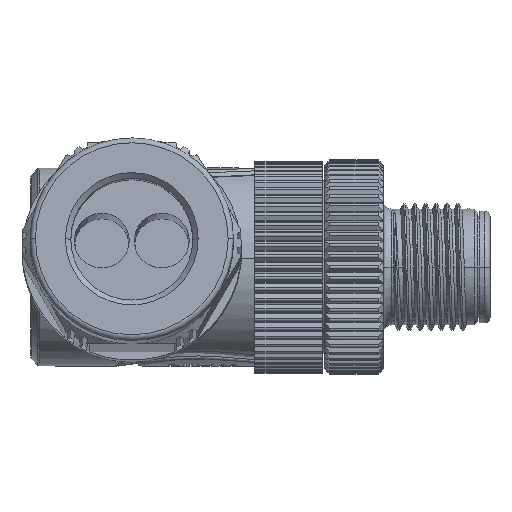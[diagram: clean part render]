
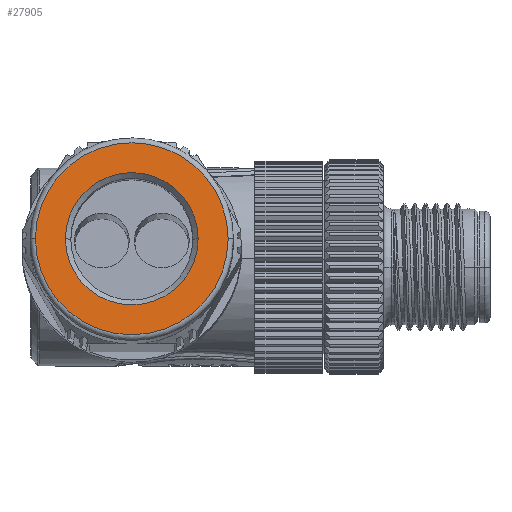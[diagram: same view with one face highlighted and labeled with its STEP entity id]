
A CAD part, left-side view. The second image highlights one B-rep face of the part: STEP entity #27905.
In plain terms, the highlighted planar face has unit normal (-0.996, 0, 0.087).
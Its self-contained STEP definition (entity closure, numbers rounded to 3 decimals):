
#3636=CARTESIAN_POINT('',(-30.185,18.45,2.641));
#3637=DIRECTION('',(-0.996,0.,0.087));
#3638=DIRECTION('',(0.,-1.,-0.005));
#3639=AXIS2_PLACEMENT_3D('',#3636,#3637,#3638);
#3656=CARTESIAN_POINT('',(-30.185,18.45,2.641));
#3657=DIRECTION('',(0.996,0.,-0.087));
#3658=DIRECTION('',(0.,1.,0.005));
#3659=AXIS2_PLACEMENT_3D('',#3656,#3657,#3658);
#3661=CARTESIAN_POINT('',(-30.185,18.45,2.641));
#3662=DIRECTION('',(0.996,0.,-0.087));
#3663=DIRECTION('',(0.,-1.,-0.005));
#3664=AXIS2_PLACEMENT_3D('',#3661,#3662,#3663);
#3666=CARTESIAN_POINT('',(-30.185,18.45,2.641));
#3667=DIRECTION('',(-0.996,0.,0.087));
#3668=DIRECTION('',(0.,-1.,0.));
#3669=AXIS2_PLACEMENT_3D('',#3666,#3667,#3668);
#3671=CARTESIAN_POINT('',(-30.185,18.45,2.641));
#3672=DIRECTION('',(-0.996,0.,0.087));
#3673=DIRECTION('',(0.087,0.,0.996));
#3674=AXIS2_PLACEMENT_3D('',#3671,#3672,#3673);
#3676=CARTESIAN_POINT('',(-30.185,18.45,2.641));
#3677=DIRECTION('',(-0.996,0.,0.087));
#3678=DIRECTION('',(0.,1.,0.));
#3679=AXIS2_PLACEMENT_3D('',#3676,#3677,#3678);
#3681=CARTESIAN_POINT('',(-30.185,18.45,2.641));
#3682=DIRECTION('',(-0.996,0.,0.087));
#3683=DIRECTION('',(-0.087,0.,-0.996));
#3684=AXIS2_PLACEMENT_3D('',#3681,#3682,#3683);
#3686=CARTESIAN_POINT('',(-30.185,18.45,2.641));
#3687=DIRECTION('',(-0.996,0.,0.087));
#3688=DIRECTION('',(0.,1.,0.005));
#3689=AXIS2_PLACEMENT_3D('',#3686,#3687,#3688);
#18856=CARTESIAN_POINT('',(-30.189,9.45,
2.594));
#18857=CARTESIAN_POINT('',(-30.185,27.45,
2.64));
#18858=VERTEX_POINT('',#18856);
#18859=VERTEX_POINT('',#18857);
#18860=CARTESIAN_POINT('',(-30.185,9.45,
2.641));
#18861=VERTEX_POINT('',#18860);
#18862=CARTESIAN_POINT('',(-30.181,27.45,
2.688));
#18863=VERTEX_POINT('',#18862);
#18864=CARTESIAN_POINT('',(-30.185,12.25,2.641));
#18865=CARTESIAN_POINT('',(-29.644,18.45,8.817));
#18866=VERTEX_POINT('',#18864);
#18867=VERTEX_POINT('',#18865);
#18868=CARTESIAN_POINT('',(-30.185,24.65,2.641));
#18869=VERTEX_POINT('',#18868);
#18870=CARTESIAN_POINT('',(-30.725,18.45,-3.536));
#18871=VERTEX_POINT('',#18870);
#27882=CARTESIAN_POINT('',(-30.185,18.45,2.641));
#27883=DIRECTION('',(-0.996,0.,0.087));
#27884=DIRECTION('',(0.,1.,0.));
#27885=AXIS2_PLACEMENT_3D('',#27882,#27883,#27884);
#27886=PLANE('',#27885);
#27888=ORIENTED_EDGE('',*,*,#27887,.F.);
#27890=ORIENTED_EDGE('',*,*,#27889,.T.);
#27891=ORIENTED_EDGE('',*,*,#27871,.F.);
#27892=ORIENTED_EDGE('',*,*,#27869,.T.);
#27893=EDGE_LOOP('',(#27888,#27890,#27891,#27892));
#27894=FACE_OUTER_BOUND('',#27893,.F.);
#27896=ORIENTED_EDGE('',*,*,#27895,.T.);
#27898=ORIENTED_EDGE('',*,*,#27897,.T.);
#27900=ORIENTED_EDGE('',*,*,#27899,.T.);
#27902=ORIENTED_EDGE('',*,*,#27901,.T.);
#27903=EDGE_LOOP('',(#27896,#27898,#27900,#27902));
#27904=FACE_BOUND('',#27903,.F.);
#27905=ADVANCED_FACE('',(#27894,#27904),#27886,.T.);
#3640=CIRCLE('',#3639,9.);
#3660=CIRCLE('',#3659,9.);
#3665=CIRCLE('',#3664,9.);
#3670=CIRCLE('',#3669,6.2);
#3675=CIRCLE('',#3674,6.2);
#3680=CIRCLE('',#3679,6.2);
#3685=CIRCLE('',#3684,6.2);
#3690=CIRCLE('',#3689,9.);
#27869=EDGE_CURVE('',#18858,#18859,#3665,.T.);
#27871=EDGE_CURVE('',#18858,#18861,#3640,.T.);
#27887=EDGE_CURVE('',#18863,#18859,#3690,.T.);
#27889=EDGE_CURVE('',#18863,#18861,#3660,.T.);
#27895=EDGE_CURVE('',#18866,#18867,#3670,.T.);
#27897=EDGE_CURVE('',#18867,#18869,#3675,.T.);
#27899=EDGE_CURVE('',#18869,#18871,#3680,.T.);
#27901=EDGE_CURVE('',#18871,#18866,#3685,.T.);
